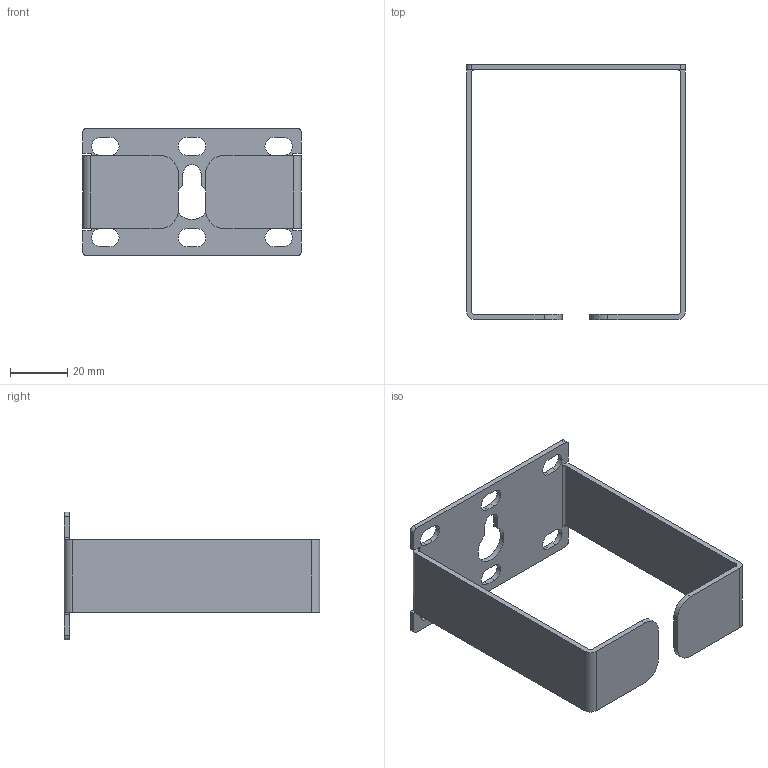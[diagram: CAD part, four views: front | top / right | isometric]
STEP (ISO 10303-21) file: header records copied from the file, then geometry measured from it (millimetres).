
FILE_DESCRIPTION (( 'STEP AP214' ), '1' );
FILE_NAME ('CMR3BK1.STEP', '2020-11-05T17:09:17', ( '' ), ( '' ), 'SwSTEP 2.0', 'SolidWorks 2019', '' );
FILE_SCHEMA (( 'AUTOMOTIVE_DESIGN' ));
Length unit declared in the file: inch
Products named in the file (1): CMR3BK1
Bounding box: 76.2 x 88.9 x 44.45 mm (x, y, z)
Volume: 16111.3 mm3; surface area: 19317.5 mm2
Topology: 1 solids, 1 shells, 74 faces, 208 edges, 136 vertices
Faces by surface type: plane 40, cylinder 34
Entity records: 3426 total; most frequent: DIRECTION 426, CARTESIAN_POINT 419, ORIENTED_EDGE 416, EDGE_CURVE 208, AXIS2_PLACEMENT_3D 143, VECTOR 140, LINE 140, VERTEX_POINT 136
